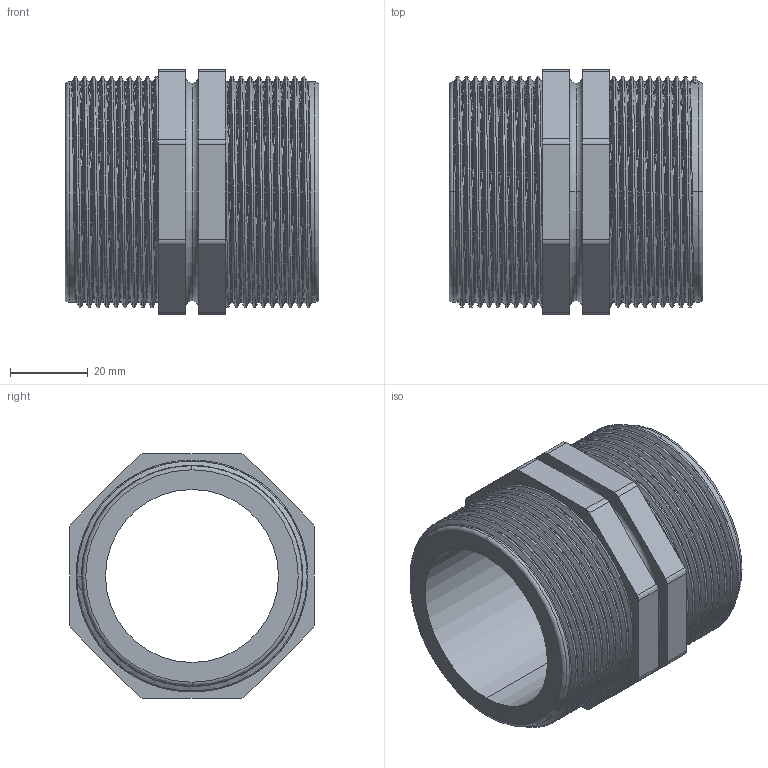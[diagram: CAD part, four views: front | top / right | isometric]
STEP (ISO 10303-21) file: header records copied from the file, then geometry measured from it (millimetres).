
FILE_DESCRIPTION (( 'STEP AP203' ), '1' );
FILE_NAME ('00210_1515.STEP', '2017-05-12T14:56:31', ( '' ), ( '' ), 'SwSTEP 2.0', 'SolidWorks 2011', '' );
FILE_SCHEMA (( 'CONFIG_CONTROL_DESIGN' ));
Length unit declared in the file: millimetre
Products named in the file (1): 00210_1515
Bounding box: 65.3 x 63 x 63 mm (x, y, z)
Volume: 79604.9 mm3; surface area: 31518.4 mm2
Topology: 1 solids, 1 shells, 110 faces, 294 edges, 190 vertices
Faces by surface type: cylinder 60, plane 22, torus 14, bspline 10, cone 4
Entity records: 12863 total; most frequent: CARTESIAN_POINT 10311, ORIENTED_EDGE 588, DIRECTION 464, EDGE_CURVE 294, VERTEX_POINT 190, AXIS2_PLACEMENT_3D 177, EDGE_LOOP 116, VECTOR 110
